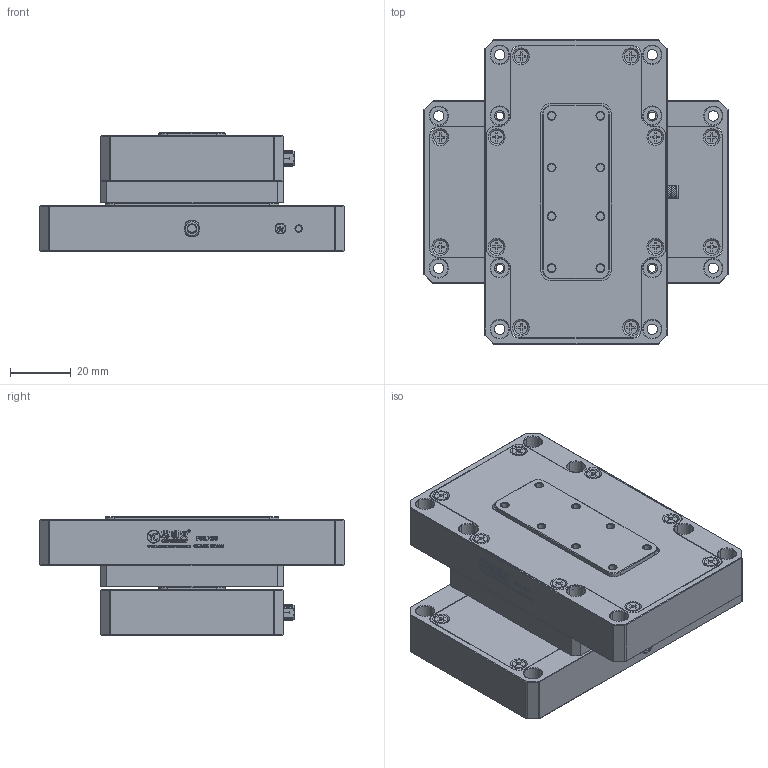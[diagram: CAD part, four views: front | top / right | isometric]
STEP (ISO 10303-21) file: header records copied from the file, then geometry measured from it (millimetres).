
FILE_DESCRIPTION (( 'STEP AP203' ), '1' );
FILE_NAME ('P66.XY60-B1-2×°Åä.STEP', '2020-01-07T08:26:04', ( 'User' ), ( 'china' ), 'SwSTEP 2.0', 'SolidWorks 2016', '' );
FILE_SCHEMA (( 'CONFIG_CONTROL_DESIGN' ));
Length unit declared in the file: millimetre
Products named in the file (3): P66.XY60-B1-2蚾饜; P66.X60-B1-2蚾饜
Assembly tree (3 placements, depth 2):
  P66.XY60-B1-2蚾饜
    P66.XY60-B1-2蚾饜
    P66.X60-B1-2蚾饜  x2
Bounding box: 100 x 100 x 39 mm (x, y, z)
Surface area: 86842.1 mm2 (no closed solid volume)
Topology: 0 solids, 403 shells, 4538 faces, 14825 edges, 10775 vertices
Faces by surface type: plane 2179, cylinder 1128, bspline 979, cone 252
Entity records: 130262 total; most frequent: CARTESIAN_POINT 56395, ORIENTED_EDGE 15378, DIRECTION 12846, EDGE_CURVE 9377, VERTEX_POINT 6895, LINE 4844, VECTOR 4844, AXIS2_PLACEMENT_3D 4001
